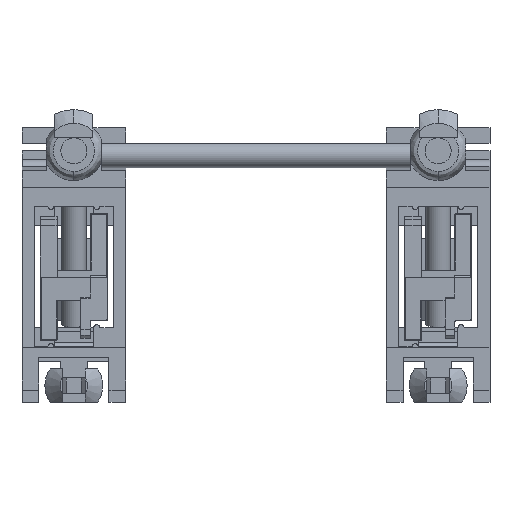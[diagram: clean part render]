
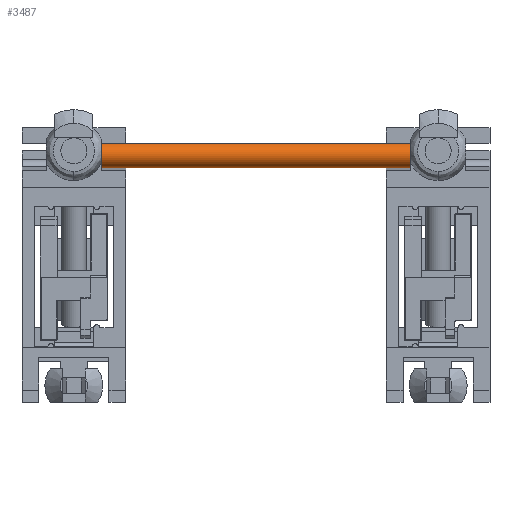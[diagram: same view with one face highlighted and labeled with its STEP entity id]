
A CAD part, front view. The second image highlights one B-rep face of the part: STEP entity #3487.
In plain terms, the highlighted cylindrical face has radius 0.8 mm (diameter 1.6 mm), a partial arc.
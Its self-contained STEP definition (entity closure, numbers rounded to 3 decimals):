
#592 = AXIS2_PLACEMENT_3D ( 'NONE', #7669, #13010, #1191 ) ;
#1191 = DIRECTION ( 'NONE',  ( 0., 0., -1. ) ) ;
#2041 = CYLINDRICAL_SURFACE ( 'NONE', #13232, 0.8 ) ;
#2419 = DIRECTION ( 'NONE',  ( 1., 0., 0. ) ) ;
#2778 = DIRECTION ( 'NONE',  ( -1., 0., 0. ) ) ;
#2986 = CIRCLE ( 'NONE', #12511, 0.8 ) ;
#3198 = CARTESIAN_POINT ( 'NONE',  ( 10.95, 0., 12.2 ) ) ;
#3487 = ADVANCED_FACE ( 'NONE', ( #8515 ), #2041, .T. ) ;
#4620 = CARTESIAN_POINT ( 'NONE',  ( 10.95, 0., 10.6 ) ) ;
#4931 = ORIENTED_EDGE ( 'NONE', *, *, #8134, .F. ) ;
#5899 = EDGE_CURVE ( 'NONE', #14789, #12443, #2986, .T. ) ;
#6038 = CIRCLE ( 'NONE', #592, 0.8 ) ;
#6627 = CARTESIAN_POINT ( 'NONE',  ( 10.95, 0., 11.4 ) ) ;
#7619 = DIRECTION ( 'NONE',  ( 0., 0., -1. ) ) ;
#7669 = CARTESIAN_POINT ( 'NONE',  ( -10.95, 0., 11.4 ) ) ;
#8134 = EDGE_CURVE ( 'NONE', #12443, #11554, #16265, .T. ) ;
#8515 = FACE_OUTER_BOUND ( 'NONE', #14724, .T. ) ;
#9793 = DIRECTION ( 'NONE',  ( -1., 0., 0. ) ) ;
#9948 = ORIENTED_EDGE ( 'NONE', *, *, #5899, .F. ) ;
#10324 = EDGE_CURVE ( 'NONE', #13597, #11554, #6038, .T. ) ;
#10551 = CARTESIAN_POINT ( 'NONE',  ( -10.95, 0., 10.6 ) ) ;
#10560 = VECTOR ( 'NONE', #9793, 1000. ) ;
#11437 = VECTOR ( 'NONE', #15036, 1000. ) ;
#11554 = VERTEX_POINT ( 'NONE', #10551 ) ;
#12411 = ORIENTED_EDGE ( 'NONE', *, *, #10324, .T. ) ;
#12443 = VERTEX_POINT ( 'NONE', #13269 ) ;
#12511 = AXIS2_PLACEMENT_3D ( 'NONE', #12798, #2419, #7619 ) ;
#12798 = CARTESIAN_POINT ( 'NONE',  ( 10.95, 0., 11.4 ) ) ;
#12982 = EDGE_CURVE ( 'NONE', #14789, #13597, #16388, .T. ) ;
#13010 = DIRECTION ( 'NONE',  ( 1., 0., 0. ) ) ;
#13039 = CARTESIAN_POINT ( 'NONE',  ( -10.95, 0., 12.2 ) ) ;
#13232 = AXIS2_PLACEMENT_3D ( 'NONE', #6627, #2778, #14348 ) ;
#13269 = CARTESIAN_POINT ( 'NONE',  ( 10.95, 0., 10.6 ) ) ;
#13597 = VERTEX_POINT ( 'NONE', #13039 ) ;
#14348 = DIRECTION ( 'NONE',  ( 0., 0., 1. ) ) ;
#14724 = EDGE_LOOP ( 'NONE', ( #4931, #9948, #16173, #12411 ) ) ;
#14789 = VERTEX_POINT ( 'NONE', #14994 ) ;
#14994 = CARTESIAN_POINT ( 'NONE',  ( 10.95, 0., 12.2 ) ) ;
#15036 = DIRECTION ( 'NONE',  ( -1., 0., 0. ) ) ;
#16173 = ORIENTED_EDGE ( 'NONE', *, *, #12982, .T. ) ;
#16265 = LINE ( 'NONE', #4620, #10560 ) ;
#16388 = LINE ( 'NONE', #3198, #11437 ) ;
